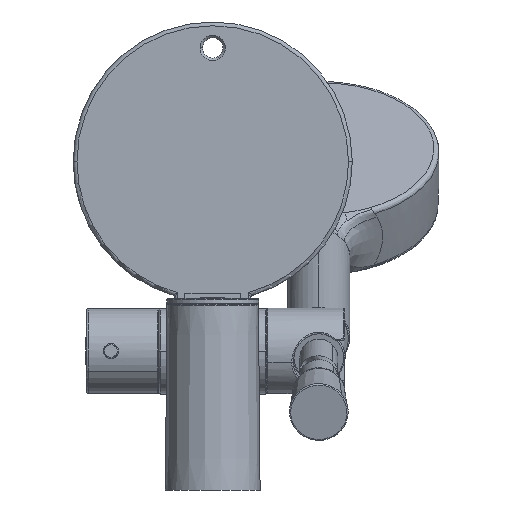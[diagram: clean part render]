
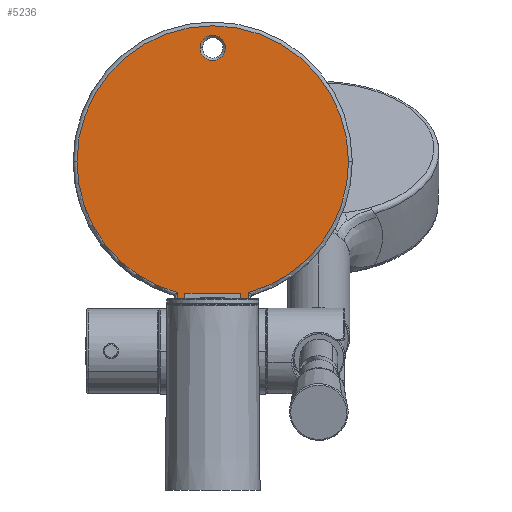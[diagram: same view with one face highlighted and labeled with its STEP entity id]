
A CAD part, front view. The second image highlights one B-rep face of the part: STEP entity #5236.
In plain terms, the highlighted planar face has unit normal (0, -1, 0).
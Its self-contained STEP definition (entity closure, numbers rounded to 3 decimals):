
#48 = CARTESIAN_POINT ( 'NONE',  ( -6., 98.501, 55. ) ) ;
#77 = ORIENTED_EDGE ( 'NONE', *, *, #3113, .F. ) ;
#298 = VECTOR ( 'NONE', #4461, 1000. ) ;
#306 = DIRECTION ( 'NONE',  ( -1., 0., 0. ) ) ;
#393 = EDGE_CURVE ( 'NONE', #3546, #15110, #7492, .T. ) ;
#464 = ORIENTED_EDGE ( 'NONE', *, *, #10204, .F. ) ;
#532 = DIRECTION ( 'NONE',  ( 0., 0., 1. ) ) ;
#634 = CARTESIAN_POINT ( 'NONE',  ( 6., 98.501, 74.45 ) ) ;
#682 = DIRECTION ( 'NONE',  ( 0., -1., 0. ) ) ;
#828 = DIRECTION ( 'NONE',  ( 1., 0., 0. ) ) ;
#965 = AXIS2_PLACEMENT_3D ( 'NONE', #3513, #2171, #2120 ) ;
#1139 = CIRCLE ( 'NONE', #6078, 53.75 ) ;
#1202 = LINE ( 'NONE', #9170, #4550 ) ;
#1347 = ORIENTED_EDGE ( 'NONE', *, *, #7496, .F. ) ;
#1454 = EDGE_LOOP ( 'NONE', ( #77, #1347 ) ) ;
#1581 = ORIENTED_EDGE ( 'NONE', *, *, #7299, .T. ) ;
#1621 = ORIENTED_EDGE ( 'NONE', *, *, #8442, .T. ) ;
#1747 = CIRCLE ( 'NONE', #13250, 5. ) ;
#1998 = AXIS2_PLACEMENT_3D ( 'NONE', #9443, #8305, #11920 ) ;
#2120 = DIRECTION ( 'NONE',  ( 0., 0., 1. ) ) ;
#2171 = DIRECTION ( 'NONE',  ( 0., -1., 0. ) ) ;
#2199 = ORIENTED_EDGE ( 'NONE', *, *, #5851, .T. ) ;
#2330 = LINE ( 'NONE', #4312, #298 ) ;
#2385 = CARTESIAN_POINT ( 'NONE',  ( -14., 98.501, 75.478 ) ) ;
#2388 = EDGE_CURVE ( 'NONE', #3546, #15246, #9001, .T. ) ;
#2470 = CARTESIAN_POINT ( 'NONE',  ( -6., 98.501, 72.85 ) ) ;
#2481 = FACE_BOUND ( 'NONE', #1454, .T. ) ;
#2940 = VECTOR ( 'NONE', #13602, 1000. ) ;
#2995 = ORIENTED_EDGE ( 'NONE', *, *, #14930, .F. ) ;
#3038 = DIRECTION ( 'NONE',  ( 0., 0., 1. ) ) ;
#3113 = EDGE_CURVE ( 'NONE', #10371, #12591, #14506, .T. ) ;
#3513 = CARTESIAN_POINT ( 'NONE',  ( 0., 98.501, 175. ) ) ;
#3545 = CARTESIAN_POINT ( 'NONE',  ( 0., 98.501, 74.45 ) ) ;
#3546 = VERTEX_POINT ( 'NONE', #12187 ) ;
#3735 = EDGE_CURVE ( 'NONE', #10491, #4469, #4184, .T. ) ;
#3783 = CARTESIAN_POINT ( 'NONE',  ( 0., 98.501, 55. ) ) ;
#4032 = ORIENTED_EDGE ( 'NONE', *, *, #12904, .T. ) ;
#4124 = LINE ( 'NONE', #3545, #5410 ) ;
#4184 = LINE ( 'NONE', #14705, #9715 ) ;
#4312 = CARTESIAN_POINT ( 'NONE',  ( 0., 98.501, 77.95 ) ) ;
#4461 = DIRECTION ( 'NONE',  ( 1., 0., 0. ) ) ;
#4469 = VERTEX_POINT ( 'NONE', #14594 ) ;
#4550 = VECTOR ( 'NONE', #9026, 1000. ) ;
#4779 = VERTEX_POINT ( 'NONE', #11376 ) ;
#5191 = ORIENTED_EDGE ( 'NONE', *, *, #11491, .T. ) ;
#5236 = ADVANCED_FACE ( 'NONE', ( #2481, #6380 ), #13355, .T. ) ;
#5410 = VECTOR ( 'NONE', #14157, 1000. ) ;
#5745 = CARTESIAN_POINT ( 'NONE',  ( -14., 98.501, 78.105 ) ) ;
#5851 = EDGE_CURVE ( 'NONE', #10491, #6244, #1202, .T. ) ;
#6078 = AXIS2_PLACEMENT_3D ( 'NONE', #11706, #8303, #9544 ) ;
#6244 = VERTEX_POINT ( 'NONE', #8596 ) ;
#6270 = DIRECTION ( 'NONE',  ( 0., 0., -1. ) ) ;
#6292 = DIRECTION ( 'NONE',  ( 0., 0., -1. ) ) ;
#6335 = EDGE_CURVE ( 'NONE', #6244, #11836, #2330, .T. ) ;
#6376 = CARTESIAN_POINT ( 'NONE',  ( 53.75, 98.501, 130. ) ) ;
#6380 = FACE_OUTER_BOUND ( 'NONE', #11506, .T. ) ;
#6457 = DIRECTION ( 'NONE',  ( 0., -1., 0. ) ) ;
#6622 = CARTESIAN_POINT ( 'NONE',  ( -14., 98.501, 72.85 ) ) ;
#6760 = LINE ( 'NONE', #48, #8049 ) ;
#7097 = CARTESIAN_POINT ( 'NONE',  ( -2.5, 98.501, 179.33 ) ) ;
#7299 = EDGE_CURVE ( 'NONE', #9912, #4469, #6760, .T. ) ;
#7393 = DIRECTION ( 'NONE',  ( 0., -1., 0. ) ) ;
#7422 = CARTESIAN_POINT ( 'NONE',  ( 14., 98.501, 75.478 ) ) ;
#7492 = LINE ( 'NONE', #7803, #14282 ) ;
#7496 = EDGE_CURVE ( 'NONE', #12591, #10371, #1747, .T. ) ;
#7632 = LINE ( 'NONE', #7422, #12771 ) ;
#7803 = CARTESIAN_POINT ( 'NONE',  ( 6., 98.501, 55. ) ) ;
#7835 = VERTEX_POINT ( 'NONE', #6376 ) ;
#8049 = VECTOR ( 'NONE', #13339, 1000. ) ;
#8111 = ORIENTED_EDGE ( 'NONE', *, *, #6335, .T. ) ;
#8289 = ORIENTED_EDGE ( 'NONE', *, *, #2388, .T. ) ;
#8303 = DIRECTION ( 'NONE',  ( 0., -1., 0. ) ) ;
#8305 = DIRECTION ( 'NONE',  ( 0., -1., 0. ) ) ;
#8442 = EDGE_CURVE ( 'NONE', #10777, #14417, #13940, .T. ) ;
#8446 = ORIENTED_EDGE ( 'NONE', *, *, #9895, .T. ) ;
#8517 = AXIS2_PLACEMENT_3D ( 'NONE', #3783, #7393, #306 ) ;
#8596 = CARTESIAN_POINT ( 'NONE',  ( -11., 98.501, 77.95 ) ) ;
#8723 = ORIENTED_EDGE ( 'NONE', *, *, #15065, .F. ) ;
#8825 = CARTESIAN_POINT ( 'NONE',  ( 0., 98.501, 130. ) ) ;
#9001 = LINE ( 'NONE', #9790, #10644 ) ;
#9026 = DIRECTION ( 'NONE',  ( 0., 0., 1. ) ) ;
#9170 = CARTESIAN_POINT ( 'NONE',  ( -11., 98.501, 76.2 ) ) ;
#9421 = CARTESIAN_POINT ( 'NONE',  ( 11., 98.501, 77.95 ) ) ;
#9443 = CARTESIAN_POINT ( 'NONE',  ( 0., 98.501, 130. ) ) ;
#9537 = CARTESIAN_POINT ( 'NONE',  ( -53.75, 98.501, 130. ) ) ;
#9544 = DIRECTION ( 'NONE',  ( 0., 0., 1. ) ) ;
#9652 = VECTOR ( 'NONE', #828, 1000. ) ;
#9715 = VECTOR ( 'NONE', #13519, 1000. ) ;
#9736 = DIRECTION ( 'NONE',  ( 1., 0., 0. ) ) ;
#9790 = CARTESIAN_POINT ( 'NONE',  ( -10.75, 98.501, 72.85 ) ) ;
#9895 = EDGE_CURVE ( 'NONE', #7835, #13436, #10886, .T. ) ;
#9912 = VERTEX_POINT ( 'NONE', #2470 ) ;
#10204 = EDGE_CURVE ( 'NONE', #10441, #11836, #11431, .T. ) ;
#10371 = VERTEX_POINT ( 'NONE', #7097 ) ;
#10441 = VERTEX_POINT ( 'NONE', #10864 ) ;
#10491 = VERTEX_POINT ( 'NONE', #13227 ) ;
#10644 = VECTOR ( 'NONE', #9736, 1000. ) ;
#10753 = LINE ( 'NONE', #14935, #9652 ) ;
#10777 = VERTEX_POINT ( 'NONE', #5745 ) ;
#10864 = CARTESIAN_POINT ( 'NONE',  ( 11., 98.501, 74.45 ) ) ;
#10886 = CIRCLE ( 'NONE', #1998, 53.75 ) ;
#11376 = CARTESIAN_POINT ( 'NONE',  ( 14., 98.501, 78.105 ) ) ;
#11431 = LINE ( 'NONE', #12372, #2940 ) ;
#11491 = EDGE_CURVE ( 'NONE', #13436, #10777, #12906, .T. ) ;
#11506 = EDGE_LOOP ( 'NONE', ( #15245, #1581, #14036, #2199, #8111, #464, #8723, #12588, #8289, #2995, #4032, #8446, #5191, #1621 ) ) ;
#11551 = VECTOR ( 'NONE', #6270, 1000. ) ;
#11706 = CARTESIAN_POINT ( 'NONE',  ( 0., 98.501, 130. ) ) ;
#11836 = VERTEX_POINT ( 'NONE', #9421 ) ;
#11920 = DIRECTION ( 'NONE',  ( 0., 0., 1. ) ) ;
#12187 = CARTESIAN_POINT ( 'NONE',  ( 6., 98.501, 72.85 ) ) ;
#12201 = AXIS2_PLACEMENT_3D ( 'NONE', #8825, #6457, #3038 ) ;
#12372 = CARTESIAN_POINT ( 'NONE',  ( 11., 98.501, 76.2 ) ) ;
#12395 = EDGE_CURVE ( 'NONE', #14417, #9912, #10753, .T. ) ;
#12588 = ORIENTED_EDGE ( 'NONE', *, *, #393, .F. ) ;
#12591 = VERTEX_POINT ( 'NONE', #14966 ) ;
#12771 = VECTOR ( 'NONE', #6292, 1000. ) ;
#12904 = EDGE_CURVE ( 'NONE', #4779, #7835, #1139, .T. ) ;
#12906 = CIRCLE ( 'NONE', #12201, 53.75 ) ;
#13227 = CARTESIAN_POINT ( 'NONE',  ( -11., 98.501, 74.45 ) ) ;
#13250 = AXIS2_PLACEMENT_3D ( 'NONE', #14783, #682, #532 ) ;
#13339 = DIRECTION ( 'NONE',  ( 0., 0., 1. ) ) ;
#13355 = PLANE ( 'NONE',  #8517 ) ;
#13436 = VERTEX_POINT ( 'NONE', #9537 ) ;
#13519 = DIRECTION ( 'NONE',  ( 1., 0., 0. ) ) ;
#13602 = DIRECTION ( 'NONE',  ( 0., 0., 1. ) ) ;
#13644 = CARTESIAN_POINT ( 'NONE',  ( 14., 98.501, 72.85 ) ) ;
#13940 = LINE ( 'NONE', #2385, #11551 ) ;
#13961 = DIRECTION ( 'NONE',  ( 0., 0., 1. ) ) ;
#14036 = ORIENTED_EDGE ( 'NONE', *, *, #3735, .F. ) ;
#14157 = DIRECTION ( 'NONE',  ( 1., 0., 0. ) ) ;
#14282 = VECTOR ( 'NONE', #13961, 1000. ) ;
#14417 = VERTEX_POINT ( 'NONE', #6622 ) ;
#14506 = CIRCLE ( 'NONE', #965, 5. ) ;
#14594 = CARTESIAN_POINT ( 'NONE',  ( -6., 98.501, 74.45 ) ) ;
#14705 = CARTESIAN_POINT ( 'NONE',  ( 0., 98.501, 74.45 ) ) ;
#14783 = CARTESIAN_POINT ( 'NONE',  ( 0., 98.501, 175. ) ) ;
#14930 = EDGE_CURVE ( 'NONE', #4779, #15246, #7632, .T. ) ;
#14935 = CARTESIAN_POINT ( 'NONE',  ( -10.75, 98.501, 72.85 ) ) ;
#14966 = CARTESIAN_POINT ( 'NONE',  ( 2.5, 98.501, 170.67 ) ) ;
#15065 = EDGE_CURVE ( 'NONE', #15110, #10441, #4124, .T. ) ;
#15110 = VERTEX_POINT ( 'NONE', #634 ) ;
#15245 = ORIENTED_EDGE ( 'NONE', *, *, #12395, .T. ) ;
#15246 = VERTEX_POINT ( 'NONE', #13644 ) ;
